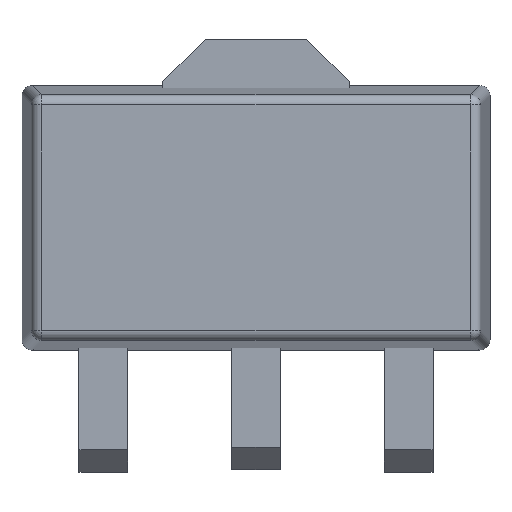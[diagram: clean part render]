
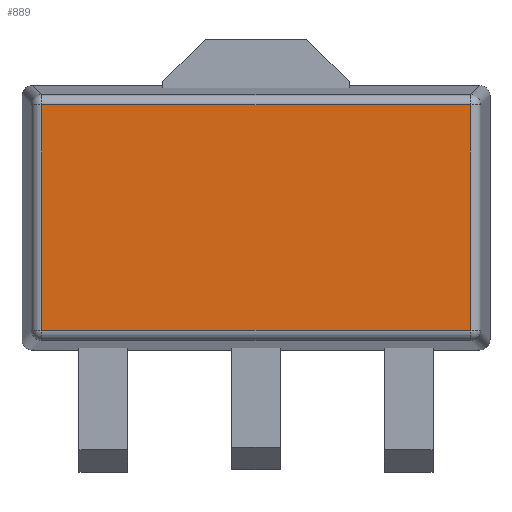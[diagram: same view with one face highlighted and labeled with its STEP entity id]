
A CAD part, top view. The second image highlights one B-rep face of the part: STEP entity #889.
In plain terms, the highlighted planar face has unit normal (0, 0, 1).
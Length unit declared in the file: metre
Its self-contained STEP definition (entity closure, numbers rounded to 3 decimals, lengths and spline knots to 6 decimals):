
#204=ORIENTED_EDGE('',*,*,#387,.T.);
#205=ORIENTED_EDGE('',*,*,#388,.T.);
#206=ORIENTED_EDGE('',*,*,#389,.T.);
#207=ORIENTED_EDGE('',*,*,#390,.T.);
#387=EDGE_CURVE('',#489,#490,#588,.F.);
#388=EDGE_CURVE('',#490,#491,#589,.F.);
#389=EDGE_CURVE('',#491,#492,#590,.T.);
#390=EDGE_CURVE('',#492,#489,#591,.T.);
#489=VERTEX_POINT('',#1465);
#490=VERTEX_POINT('',#1466);
#491=VERTEX_POINT('',#1468);
#492=VERTEX_POINT('',#1470);
#588=LINE('',#1464,#691);
#589=LINE('',#1467,#692);
#590=LINE('',#1469,#693);
#591=LINE('',#1471,#694);
#691=VECTOR('',#1185,1.);
#692=VECTOR('',#1186,1.);
#693=VECTOR('',#1187,1.);
#694=VECTOR('',#1188,1.);
#746=EDGE_LOOP('',(#204,#205,#206,#207));
#799=FACE_BOUND('',#746,.T.);
#852=PLANE('',#992);
#889=ADVANCED_FACE('',(#799),#852,.T.);
#992=AXIS2_PLACEMENT_3D('',#1463,#1183,#1184);
#1183=DIRECTION('',(0.,0.,1.));
#1184=DIRECTION('',(1.,0.,0.));
#1185=DIRECTION('',(0.,-1.,0.));
#1186=DIRECTION('',(1.,0.,0.));
#1187=DIRECTION('',(0.,-1.,0.));
#1188=DIRECTION('',(1.,0.,0.));
#1463=CARTESIAN_POINT('',(0.,0.,0.00135));
#1464=CARTESIAN_POINT('',(0.002108,0.,0.00135));
#1465=CARTESIAN_POINT('',(0.002108,-0.001108,0.00135));
#1466=CARTESIAN_POINT('',(0.002108,0.001108,0.00135));
#1467=CARTESIAN_POINT('',(0.,0.001108,0.00135));
#1468=CARTESIAN_POINT('',(-0.002108,0.001108,0.00135));
#1469=CARTESIAN_POINT('',(-0.002108,0.,0.00135));
#1470=CARTESIAN_POINT('',(-0.002108,-0.001108,0.00135));
#1471=CARTESIAN_POINT('',(0.,-0.001108,0.00135));
